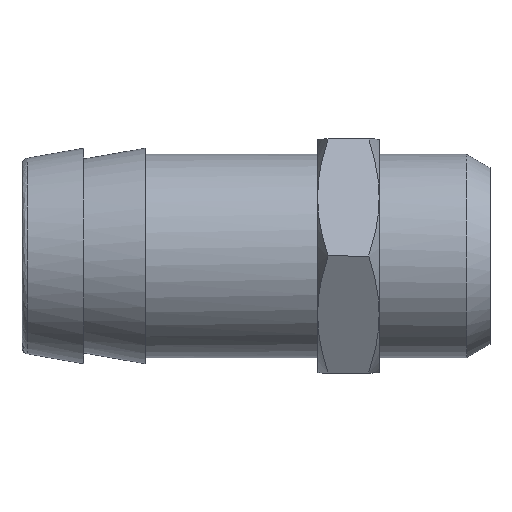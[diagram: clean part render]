
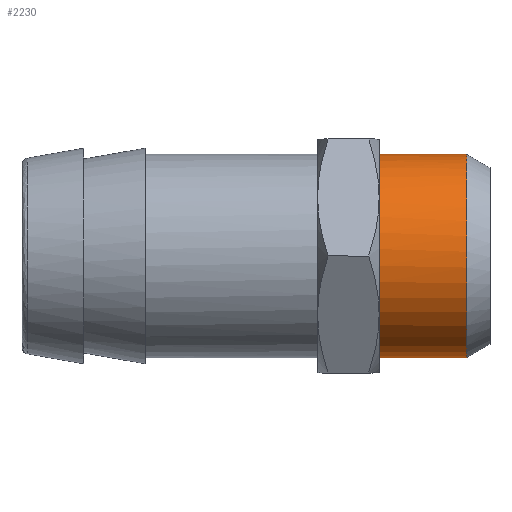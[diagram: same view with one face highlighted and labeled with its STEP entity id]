
A CAD part, left-side view. The second image highlights one B-rep face of the part: STEP entity #2230.
In plain terms, the highlighted free-form (B-spline) face has degree [1, 3] with [2, 4] control points.
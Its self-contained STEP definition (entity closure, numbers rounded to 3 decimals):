
#8 = CARTESIAN_POINT ( 'NONE',  ( -7.986, 9., 2.141 ) ) ;
#28 = CARTESIAN_POINT ( 'NONE',  ( -3.658, 9., -7.415 ) ) ;
#50 = CARTESIAN_POINT ( 'NONE',  ( 0., 9., -8.25 ) ) ;
#73 = CARTESIAN_POINT ( 'NONE',  ( -1.078, 9., 8.197 ) ) ;
#123 = CARTESIAN_POINT ( 'NONE',  ( 0., 1.905, 8.25 ) ) ;
#132 = CARTESIAN_POINT ( 'NONE',  ( 0., 9., 8.25 ) ) ;
#164 = CARTESIAN_POINT ( 'NONE',  ( 0., 1.905, 8.25 ) ) ;
#189 = EDGE_CURVE ( 'NONE', #1056, #1230, #407, .T. ) ;
#195 = ORIENTED_EDGE ( 'NONE', *, *, #189, .T. ) ;
#205 = CARTESIAN_POINT ( 'NONE',  ( -8.25, 9., 0.542 ) ) ;
#212 = CARTESIAN_POINT ( 'NONE',  ( -8.197, 9., -1.078 ) ) ;
#298 = ORIENTED_EDGE ( 'NONE', *, *, #700, .T. ) ;
#314 = CARTESIAN_POINT ( 'NONE',  ( 0., 9., 8.25 ) ) ;
#320 = CARTESIAN_POINT ( 'NONE',  ( -16.5, 1.905, 8.25 ) ) ;
#371 = CARTESIAN_POINT ( 'NONE',  ( -6.217, 9., 5.451 ) ) ;
#375 = CARTESIAN_POINT ( 'NONE',  ( -3.658, 9., 7.415 ) ) ;
#384 = CARTESIAN_POINT ( 'NONE',  ( -6.559, 9., 5.034 ) ) ;
#407 =( BOUNDED_CURVE ( )  B_SPLINE_CURVE ( 3, ( #848, #2096, #2079, #164 ),
 .UNSPECIFIED., .F., .F. ) 
 B_SPLINE_CURVE_WITH_KNOTS ( ( 4, 4 ),
 ( -3.142, 0. ),
 .UNSPECIFIED. ) 
 CURVE ( )  GEOMETRIC_REPRESENTATION_ITEM ( )  RATIONAL_B_SPLINE_CURVE ( ( 1., 0.333, 0.333, 1. ) ) 
 REPRESENTATION_ITEM ( '' )  );
#535 = CARTESIAN_POINT ( 'NONE',  ( 0., 9., -8.25 ) ) ;
#543 = CARTESIAN_POINT ( 'NONE',  ( -5.034, 9., 6.559 ) ) ;
#557 = CARTESIAN_POINT ( 'NONE',  ( -2.141, 9., 7.986 ) ) ;
#567 = CARTESIAN_POINT ( 'NONE',  ( -2.657, 9., -7.829 ) ) ;
#574 =( BOUNDED_SURFACE ( )  B_SPLINE_SURFACE ( 1, 3, ( 
 ( #314, #1558, #1566, #979 ),
 ( #787, #320, #675, #2025 ) ),
 .UNSPECIFIED., .F., .F., .T. ) 
 B_SPLINE_SURFACE_WITH_KNOTS ( ( 2, 2 ),
 ( 4, 4 ),
 ( 0., 1. ),
 ( 0., 1. ),
 .UNSPECIFIED. ) 
 GEOMETRIC_REPRESENTATION_ITEM ( )  RATIONAL_B_SPLINE_SURFACE ( (
 ( 1., 0.333, 0.333, 1.),
 ( 1., 0.333, 0.333, 1.) ) ) 
 REPRESENTATION_ITEM ( '' )  SURFACE ( )  );
#601 = B_SPLINE_CURVE_WITH_KNOTS ( 'NONE', 3,
 ( #535, #2136, #1789, #1091, #567, #28, #1813, #1068, #1272, #1434, #1267, #1098, #1953, #1959, #738, #212, #1807, #205, #923, #8, #2123, #891, #2117, #384, #371, #1610, #543, #723, #375, #1618, #557, #73, #1642, #614 ),
 .UNSPECIFIED., .F., .F.,
 ( 4, 2, 2, 2, 2, 2, 2, 2, 2, 2, 2, 2, 2, 2, 2, 2, 4 ),
 ( 0., 0.196, 0.393, 0.589, 0.785, 0.982, 1.178, 1.374, 1.571, 1.767, 1.963, 2.16, 2.356, 2.553, 2.749, 2.945, 3.142 ),
 .UNSPECIFIED. ) ;
#614 = CARTESIAN_POINT ( 'NONE',  ( 0., 9., 8.25 ) ) ;
#675 = CARTESIAN_POINT ( 'NONE',  ( -16.5, 1.905, -8.25 ) ) ;
#700 = EDGE_CURVE ( 'NONE', #1230, #1880, #1212, .T. ) ;
#723 = CARTESIAN_POINT ( 'NONE',  ( -4.133, 9., 7.161 ) ) ;
#737 = EDGE_CURVE ( 'NONE', #1963, #1056, #1390, .T. ) ;
#738 = CARTESIAN_POINT ( 'NONE',  ( -7.986, 9., -2.141 ) ) ;
#772 = ORIENTED_EDGE ( 'NONE', *, *, #2154, .F. ) ;
#787 = CARTESIAN_POINT ( 'NONE',  ( 0., 1.905, 8.25 ) ) ;
#820 = FACE_OUTER_BOUND ( 'NONE', #1669, .T. ) ;
#848 = CARTESIAN_POINT ( 'NONE',  ( 0., 1.905, -8.25 ) ) ;
#891 = CARTESIAN_POINT ( 'NONE',  ( -7.415, 9., 3.658 ) ) ;
#923 = CARTESIAN_POINT ( 'NONE',  ( -8.197, 9., 1.078 ) ) ;
#979 = CARTESIAN_POINT ( 'NONE',  ( 0., 9., -8.25 ) ) ;
#1008 = CARTESIAN_POINT ( 'NONE',  ( 0., 9., 8.25 ) ) ;
#1056 = VERTEX_POINT ( 'NONE', #1666 ) ;
#1068 = CARTESIAN_POINT ( 'NONE',  ( -5.034, 9., -6.559 ) ) ;
#1091 = CARTESIAN_POINT ( 'NONE',  ( -2.141, 9., -7.986 ) ) ;
#1098 = CARTESIAN_POINT ( 'NONE',  ( -7.161, 9., -4.133 ) ) ;
#1212 = B_SPLINE_CURVE_WITH_KNOTS ( 'NONE', 1,
 ( #1915, #1008 ),
 .UNSPECIFIED., .F., .F.,
 ( 2, 2 ),
 ( -1., 0. ),
 .UNSPECIFIED. ) ;
#1230 = VERTEX_POINT ( 'NONE', #123 ) ;
#1267 = CARTESIAN_POINT ( 'NONE',  ( -6.559, 9., -5.034 ) ) ;
#1272 = CARTESIAN_POINT ( 'NONE',  ( -5.451, 9., -6.217 ) ) ;
#1390 = B_SPLINE_CURVE_WITH_KNOTS ( 'NONE', 1,
 ( #1595, #1780 ),
 .UNSPECIFIED., .F., .F.,
 ( 2, 2 ),
 ( -1., 0. ),
 .UNSPECIFIED. ) ;
#1434 = CARTESIAN_POINT ( 'NONE',  ( -6.217, 9., -5.451 ) ) ;
#1558 = CARTESIAN_POINT ( 'NONE',  ( -16.5, 9., 8.25 ) ) ;
#1566 = CARTESIAN_POINT ( 'NONE',  ( -16.5, 9., -8.25 ) ) ;
#1595 = CARTESIAN_POINT ( 'NONE',  ( 0., 9., -8.25 ) ) ;
#1610 = CARTESIAN_POINT ( 'NONE',  ( -5.451, 9., 6.217 ) ) ;
#1618 = CARTESIAN_POINT ( 'NONE',  ( -2.657, 9., 7.829 ) ) ;
#1642 = CARTESIAN_POINT ( 'NONE',  ( -0.542, 9., 8.25 ) ) ;
#1666 = CARTESIAN_POINT ( 'NONE',  ( 0., 1.905, -8.25 ) ) ;
#1669 = EDGE_LOOP ( 'NONE', ( #772, #2176, #195, #298 ) ) ;
#1780 = CARTESIAN_POINT ( 'NONE',  ( 0., 1.905, -8.25 ) ) ;
#1789 = CARTESIAN_POINT ( 'NONE',  ( -1.078, 9., -8.197 ) ) ;
#1807 = CARTESIAN_POINT ( 'NONE',  ( -8.25, 9., -0.542 ) ) ;
#1813 = CARTESIAN_POINT ( 'NONE',  ( -4.133, 9., -7.161 ) ) ;
#1880 = VERTEX_POINT ( 'NONE', #132 ) ;
#1915 = CARTESIAN_POINT ( 'NONE',  ( 0., 1.905, 8.25 ) ) ;
#1953 = CARTESIAN_POINT ( 'NONE',  ( -7.415, 9., -3.658 ) ) ;
#1959 = CARTESIAN_POINT ( 'NONE',  ( -7.829, 9., -2.657 ) ) ;
#1963 = VERTEX_POINT ( 'NONE', #50 ) ;
#2025 = CARTESIAN_POINT ( 'NONE',  ( 0., 1.905, -8.25 ) ) ;
#2079 = CARTESIAN_POINT ( 'NONE',  ( -16.5, 1.905, 8.25 ) ) ;
#2096 = CARTESIAN_POINT ( 'NONE',  ( -16.5, 1.905, -8.25 ) ) ;
#2117 = CARTESIAN_POINT ( 'NONE',  ( -7.161, 9., 4.133 ) ) ;
#2123 = CARTESIAN_POINT ( 'NONE',  ( -7.829, 9., 2.657 ) ) ;
#2136 = CARTESIAN_POINT ( 'NONE',  ( -0.542, 9., -8.25 ) ) ;
#2154 = EDGE_CURVE ( 'NONE', #1963, #1880, #601, .T. ) ;
#2176 = ORIENTED_EDGE ( 'NONE', *, *, #737, .T. ) ;
#2230 = ADVANCED_FACE ( 'NONE', ( #820 ), #574, .F. ) ;
